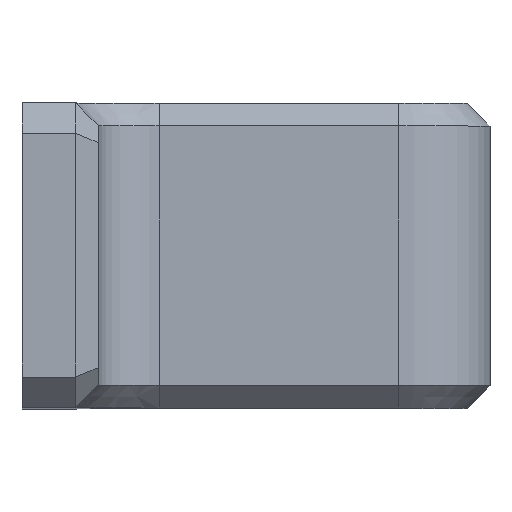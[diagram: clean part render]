
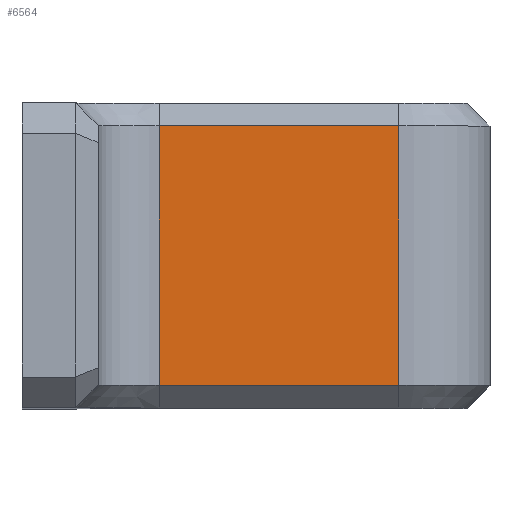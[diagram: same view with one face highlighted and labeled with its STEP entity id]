
A CAD part, top view. The second image highlights one B-rep face of the part: STEP entity #6564.
In plain terms, the highlighted planar face has unit normal (0, 0, 1).
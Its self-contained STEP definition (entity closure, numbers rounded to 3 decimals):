
#2773 = PLANE('',#2774);
#2774 = AXIS2_PLACEMENT_3D('',#2775,#2776,#2777);
#2775 = CARTESIAN_POINT('',(124.025,-9.25,17.25));
#2776 = DIRECTION('',(0.,-0.707,0.707));
#2777 = DIRECTION('',(1.,0.,0.));
#4480 = PLANE('',#4481);
#4481 = AXIS2_PLACEMENT_3D('',#4482,#4483,#4484);
#4482 = CARTESIAN_POINT('',(124.025,9.25,17.25));
#4483 = DIRECTION('',(0.,0.707,0.707));
#4484 = DIRECTION('',(1.,0.,-0.));
#5150 = VERTEX_POINT('',#5151);
#5151 = CARTESIAN_POINT('',(110.,8.5,18.));
#5187 = CYLINDRICAL_SURFACE('',#5188,4.);
#5188 = AXIS2_PLACEMENT_3D('',#5189,#5190,#5191);
#5189 = CARTESIAN_POINT('',(110.,10.,22.));
#5190 = DIRECTION('',(0.,-1.,0.));
#5191 = DIRECTION('',(-0.707,-0.,-0.707));
#5204 = VERTEX_POINT('',#5205);
#5205 = CARTESIAN_POINT('',(125.7,8.5,18.));
#5228 = EDGE_CURVE('',#5150,#5204,#5229,.T.);
#5229 = SURFACE_CURVE('',#5230,(#5234,#5241),.PCURVE_S1.);
#5230 = LINE('',#5231,#5232);
#5231 = CARTESIAN_POINT('',(124.025,8.5,18.));
#5232 = VECTOR('',#5233,1.);
#5233 = DIRECTION('',(1.,0.,0.));
#5234 = PCURVE('',#4480,#5235);
#5235 = DEFINITIONAL_REPRESENTATION('',(#5236),#5240);
#5236 = LINE('',#5237,#5238);
#5237 = CARTESIAN_POINT('',(0.,-1.061));
#5238 = VECTOR('',#5239,1.);
#5239 = DIRECTION('',(1.,0.));
#5240 = ( GEOMETRIC_REPRESENTATION_CONTEXT(2) 
PARAMETRIC_REPRESENTATION_CONTEXT() REPRESENTATION_CONTEXT('2D SPACE',''
  ) );
#5241 = PCURVE('',#5242,#5247);
#5242 = PLANE('',#5243);
#5243 = AXIS2_PLACEMENT_3D('',#5244,#5245,#5246);
#5244 = CARTESIAN_POINT('',(131.7,10.,18.));
#5245 = DIRECTION('',(0.,0.,1.));
#5246 = DIRECTION('',(-1.,0.,0.));
#5247 = DEFINITIONAL_REPRESENTATION('',(#5248),#5252);
#5248 = LINE('',#5249,#5250);
#5249 = CARTESIAN_POINT('',(7.675,1.5));
#5250 = VECTOR('',#5251,1.);
#5251 = DIRECTION('',(-1.,0.));
#5252 = ( GEOMETRIC_REPRESENTATION_CONTEXT(2) 
PARAMETRIC_REPRESENTATION_CONTEXT() REPRESENTATION_CONTEXT('2D SPACE',''
  ) );
#5275 = CYLINDRICAL_SURFACE('',#5276,6.);
#5276 = AXIS2_PLACEMENT_3D('',#5277,#5278,#5279);
#5277 = CARTESIAN_POINT('',(125.7,10.,12.));
#5278 = DIRECTION('',(0.,-1.,0.));
#5279 = DIRECTION('',(0.707,0.,0.707));
#5676 = VERTEX_POINT('',#5677);
#5677 = CARTESIAN_POINT('',(110.,-8.5,18.));
#5724 = VERTEX_POINT('',#5725);
#5725 = CARTESIAN_POINT('',(125.7,-8.5,18.));
#5746 = EDGE_CURVE('',#5724,#5676,#5747,.T.);
#5747 = SURFACE_CURVE('',#5748,(#5752,#5759),.PCURVE_S1.);
#5748 = LINE('',#5749,#5750);
#5749 = CARTESIAN_POINT('',(124.025,-8.5,18.));
#5750 = VECTOR('',#5751,1.);
#5751 = DIRECTION('',(-1.,0.,0.));
#5752 = PCURVE('',#2773,#5753);
#5753 = DEFINITIONAL_REPRESENTATION('',(#5754),#5758);
#5754 = LINE('',#5755,#5756);
#5755 = CARTESIAN_POINT('',(0.,1.061));
#5756 = VECTOR('',#5757,1.);
#5757 = DIRECTION('',(-1.,0.));
#5758 = ( GEOMETRIC_REPRESENTATION_CONTEXT(2) 
PARAMETRIC_REPRESENTATION_CONTEXT() REPRESENTATION_CONTEXT('2D SPACE',''
  ) );
#5759 = PCURVE('',#5242,#5760);
#5760 = DEFINITIONAL_REPRESENTATION('',(#5761),#5765);
#5761 = LINE('',#5762,#5763);
#5762 = CARTESIAN_POINT('',(7.675,18.5));
#5763 = VECTOR('',#5764,1.);
#5764 = DIRECTION('',(1.,0.));
#5765 = ( GEOMETRIC_REPRESENTATION_CONTEXT(2) 
PARAMETRIC_REPRESENTATION_CONTEXT() REPRESENTATION_CONTEXT('2D SPACE',''
  ) );
#6218 = EDGE_CURVE('',#5204,#5724,#6219,.T.);
#6219 = SURFACE_CURVE('',#6220,(#6224,#6231),.PCURVE_S1.);
#6220 = LINE('',#6221,#6222);
#6221 = CARTESIAN_POINT('',(125.7,10.,18.));
#6222 = VECTOR('',#6223,1.);
#6223 = DIRECTION('',(0.,-1.,0.));
#6224 = PCURVE('',#5275,#6225);
#6225 = DEFINITIONAL_REPRESENTATION('',(#6226),#6230);
#6226 = LINE('',#6227,#6228);
#6227 = CARTESIAN_POINT('',(0.785,0.));
#6228 = VECTOR('',#6229,1.);
#6229 = DIRECTION('',(0.,1.));
#6230 = ( GEOMETRIC_REPRESENTATION_CONTEXT(2) 
PARAMETRIC_REPRESENTATION_CONTEXT() REPRESENTATION_CONTEXT('2D SPACE',''
  ) );
#6231 = PCURVE('',#5242,#6232);
#6232 = DEFINITIONAL_REPRESENTATION('',(#6233),#6237);
#6233 = LINE('',#6234,#6235);
#6234 = CARTESIAN_POINT('',(6.,0.));
#6235 = VECTOR('',#6236,1.);
#6236 = DIRECTION('',(0.,1.));
#6237 = ( GEOMETRIC_REPRESENTATION_CONTEXT(2) 
PARAMETRIC_REPRESENTATION_CONTEXT() REPRESENTATION_CONTEXT('2D SPACE',''
  ) );
#6352 = EDGE_CURVE('',#5676,#5150,#6353,.T.);
#6353 = SURFACE_CURVE('',#6354,(#6358,#6365),.PCURVE_S1.);
#6354 = LINE('',#6355,#6356);
#6355 = CARTESIAN_POINT('',(110.,10.,18.));
#6356 = VECTOR('',#6357,1.);
#6357 = DIRECTION('',(0.,1.,0.));
#6358 = PCURVE('',#5187,#6359);
#6359 = DEFINITIONAL_REPRESENTATION('',(#6360),#6364);
#6360 = LINE('',#6361,#6362);
#6361 = CARTESIAN_POINT('',(7.069,0.));
#6362 = VECTOR('',#6363,1.);
#6363 = DIRECTION('',(0.,-1.));
#6364 = ( GEOMETRIC_REPRESENTATION_CONTEXT(2) 
PARAMETRIC_REPRESENTATION_CONTEXT() REPRESENTATION_CONTEXT('2D SPACE',''
  ) );
#6365 = PCURVE('',#5242,#6366);
#6366 = DEFINITIONAL_REPRESENTATION('',(#6367),#6371);
#6367 = LINE('',#6368,#6369);
#6368 = CARTESIAN_POINT('',(21.7,0.));
#6369 = VECTOR('',#6370,1.);
#6370 = DIRECTION('',(0.,-1.));
#6371 = ( GEOMETRIC_REPRESENTATION_CONTEXT(2) 
PARAMETRIC_REPRESENTATION_CONTEXT() REPRESENTATION_CONTEXT('2D SPACE',''
  ) );
#6564 = ADVANCED_FACE('',(#6565),#5242,.T.);
#6565 = FACE_BOUND('',#6566,.T.);
#6566 = EDGE_LOOP('',(#6567,#6568,#6569,#6570));
#6567 = ORIENTED_EDGE('',*,*,#5746,.F.);
#6568 = ORIENTED_EDGE('',*,*,#6218,.F.);
#6569 = ORIENTED_EDGE('',*,*,#5228,.F.);
#6570 = ORIENTED_EDGE('',*,*,#6352,.F.);
